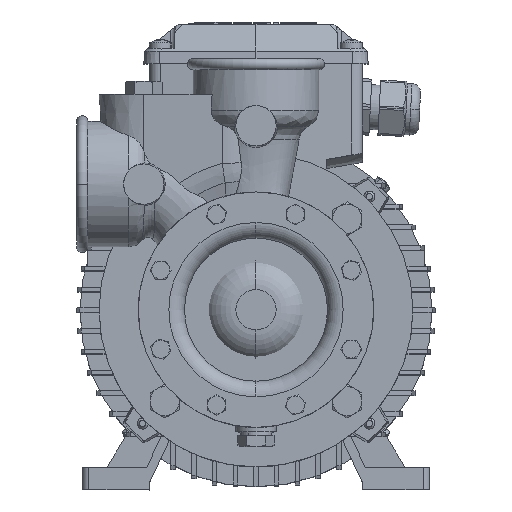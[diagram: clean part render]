
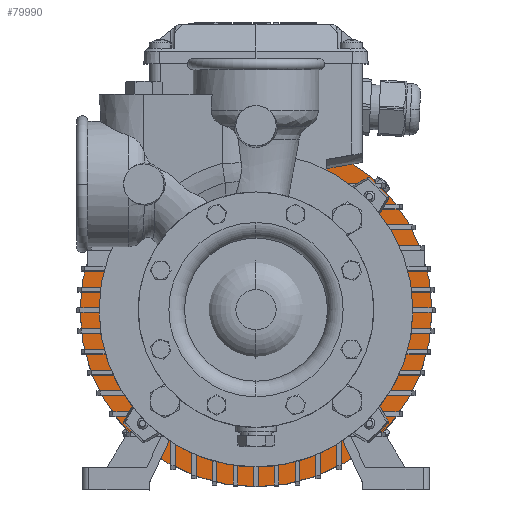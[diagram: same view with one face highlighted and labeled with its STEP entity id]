
A CAD part, top view. The second image highlights one B-rep face of the part: STEP entity #79990.
In plain terms, the highlighted face is planar.
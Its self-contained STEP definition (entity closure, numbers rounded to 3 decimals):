
#4235 = CARTESIAN_POINT ( 'NONE',  ( 0., 0., 78.5 ) ) ;
#10215 = CARTESIAN_POINT ( 'NONE',  ( 0., 0., -78.5 ) ) ;
#14830 = DIRECTION ( 'NONE',  ( 1., 0., 0. ) ) ;
#15154 = ORIENTED_EDGE ( 'NONE', *, *, #19511, .F. ) ;
#15339 = DIRECTION ( 'NONE',  ( 1., 0., 0. ) ) ;
#15497 = EDGE_CURVE ( 'NONE', #87879, #43893, #77786, .T. ) ;
#15618 = DIRECTION ( 'NONE',  ( -1., 0., 0. ) ) ;
#19511 = EDGE_CURVE ( 'NONE', #43893, #87879, #67334, .T. ) ;
#23703 = CARTESIAN_POINT ( 'NONE',  ( 0., 0., 0. ) ) ;
#24488 = CARTESIAN_POINT ( 'NONE',  ( 0., 78.5, 78.5 ) ) ;
#27138 = AXIS2_PLACEMENT_3D ( 'NONE', #24488, #15618, #59453 ) ;
#31454 = CARTESIAN_POINT ( 'NONE',  ( 0., 0., 0. ) ) ;
#43893 = VERTEX_POINT ( 'NONE', #10215 ) ;
#50054 = FACE_OUTER_BOUND ( 'NONE', #85271, .T. ) ;
#58381 = PLANE ( 'NONE',  #27138 ) ;
#59453 = DIRECTION ( 'NONE',  ( 0., 0., 1. ) ) ;
#65360 = DIRECTION ( 'NONE',  ( 0., 0., 1. ) ) ;
#67334 = CIRCLE ( 'NONE', #86819, 78.5 ) ;
#77786 = CIRCLE ( 'NONE', #104396, 78.5 ) ;
#79990 = ADVANCED_FACE ( 'NONE', ( #50054 ), #58381, .T. ) ;
#81729 = ORIENTED_EDGE ( 'NONE', *, *, #15497, .F. ) ;
#85271 = EDGE_LOOP ( 'NONE', ( #81729, #15154 ) ) ;
#86819 = AXIS2_PLACEMENT_3D ( 'NONE', #23703, #14830, #100953 ) ;
#87879 = VERTEX_POINT ( 'NONE', #4235 ) ;
#100953 = DIRECTION ( 'NONE',  ( 0., 0., 1. ) ) ;
#104396 = AXIS2_PLACEMENT_3D ( 'NONE', #31454, #15339, #65360 ) ;
